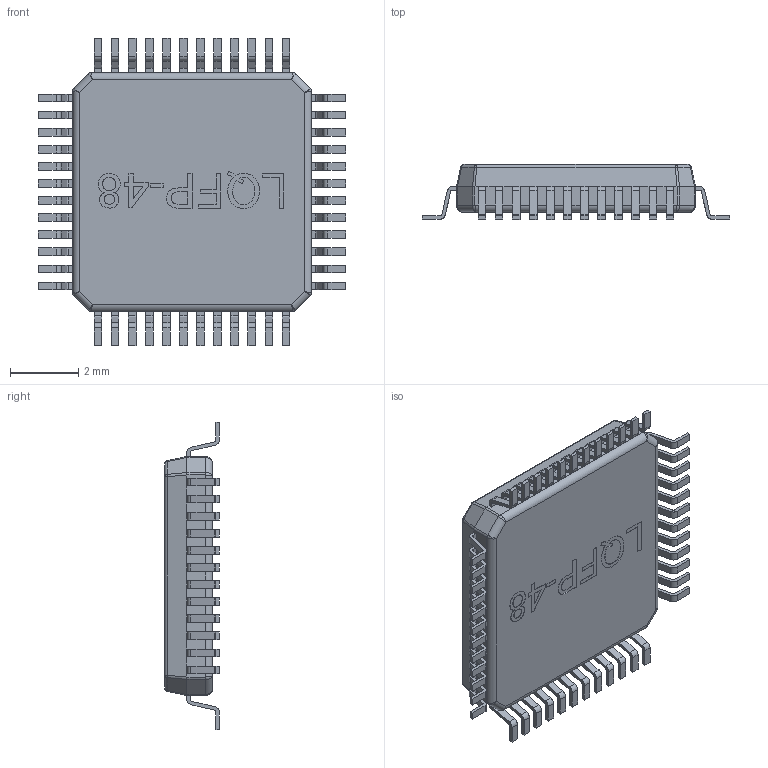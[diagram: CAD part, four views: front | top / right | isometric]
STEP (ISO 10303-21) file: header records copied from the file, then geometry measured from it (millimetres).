
FILE_DESCRIPTION (( 'STEP AP214' ), '1' );
FILE_NAME ('User Library-FT2232C (LQFP-44).STEP', '2017-09-09T11:16:25', ( 'Windows User' ), ( '' ), 'SwSTEP 2.0', 'SolidWorks 2017', '' );
FILE_SCHEMA (( 'AUTOMOTIVE_DESIGN' ));
Length unit declared in the file: millimetre
Products named in the file (1): User Library-FT2232C (LQFP-44)
Bounding box: 9 x 1.6 x 9 mm (x, y, z)
Volume: 68.1 mm3; surface area: 178.2 mm2
Topology: 1 solids, 1 shells, 787 faces, 2186 edges, 1398 vertices
Faces by surface type: plane 509, cylinder 224, bspline 44, sphere 8, torus 2
Entity records: 35388 total; most frequent: CARTESIAN_POINT 6779, ORIENTED_EDGE 4340, DIRECTION 3992, EDGE_CURVE 2170, LINE 1642, VECTOR 1642, VERTEX_POINT 1398, AXIS2_PLACEMENT_3D 1175
